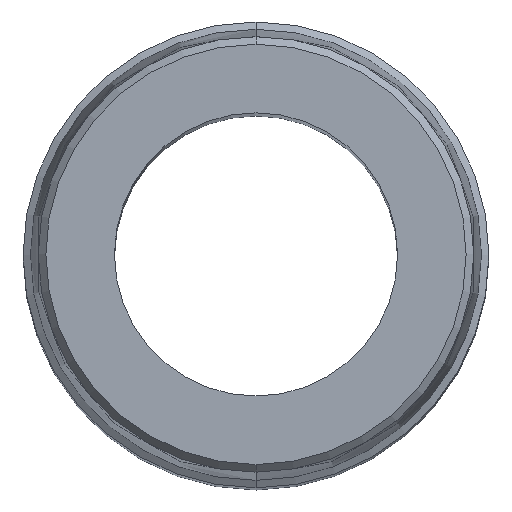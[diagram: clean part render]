
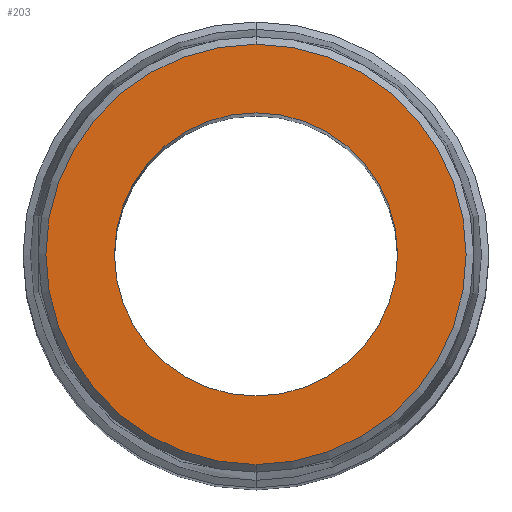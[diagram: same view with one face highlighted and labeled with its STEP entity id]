
A CAD part, top view. The second image highlights one B-rep face of the part: STEP entity #203.
In plain terms, the highlighted planar face has unit normal (0, 0, 1).
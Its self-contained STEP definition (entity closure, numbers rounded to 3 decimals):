
#51 = ORIENTED_EDGE ( 'NONE', *, *, #156, .T. ) ;
#85 = ORIENTED_EDGE ( 'NONE', *, *, #105, .T. ) ;
#103 = ORIENTED_EDGE ( 'NONE', *, *, #104, .T. ) ;
#104 = EDGE_CURVE ( 'NONE', #149, #143, #382, .T. ) ;
#105 = EDGE_CURVE ( 'NONE', #244, #243, #377, .T. ) ;
#106 = ORIENTED_EDGE ( 'NONE', *, *, #215, .T. ) ;
#107 = EDGE_LOOP ( 'NONE', ( #103, #51 ) ) ;
#130 = EDGE_LOOP ( 'NONE', ( #85, #106 ) ) ;
#143 = VERTEX_POINT ( 'NONE', #590 ) ;
#149 = VERTEX_POINT ( 'NONE', #630 ) ;
#156 = EDGE_CURVE ( 'NONE', #143, #149, #584, .T. ) ;
#203 = ADVANCED_FACE ( 'NONE', ( #521, #516 ), #515, .F. ) ;
#215 = EDGE_CURVE ( 'NONE', #243, #244, #701, .T. ) ;
#243 = VERTEX_POINT ( 'NONE', #689 ) ;
#244 = VERTEX_POINT ( 'NONE', #688 ) ;
#373 = DIRECTION ( 'NONE',  ( 0., 1., 0. ) ) ;
#374 = DIRECTION ( 'NONE',  ( 0., 0., -1. ) ) ;
#375 = CARTESIAN_POINT ( 'NONE',  ( 0., 0., 0. ) ) ;
#376 = AXIS2_PLACEMENT_3D ( 'NONE', #375, #374, #373 ) ;
#377 = CIRCLE ( 'NONE', #376, 3.1 ) ;
#378 = DIRECTION ( 'NONE',  ( 0., -1., 0. ) ) ;
#379 = DIRECTION ( 'NONE',  ( 0., 0., 1. ) ) ;
#380 = CARTESIAN_POINT ( 'NONE',  ( 0., 0., 0. ) ) ;
#381 = AXIS2_PLACEMENT_3D ( 'NONE', #380, #379, #378 ) ;
#382 = CIRCLE ( 'NONE', #381, 4.601 ) ;
#511 = DIRECTION ( 'NONE',  ( 0., 1., 0. ) ) ;
#512 = DIRECTION ( 'NONE',  ( 0., 0., -1. ) ) ;
#513 = AXIS2_PLACEMENT_3D ( 'NONE', #514, #512, #511 ) ;
#514 = CARTESIAN_POINT ( 'NONE',  ( 0., 5.1, 0. ) ) ;
#515 = PLANE ( 'NONE',  #513 ) ;
#516 = FACE_OUTER_BOUND ( 'NONE', #107, .T. ) ;
#521 = FACE_BOUND ( 'NONE', #130, .T. ) ;
#581 = DIRECTION ( 'NONE',  ( 0., -1., 0. ) ) ;
#582 = DIRECTION ( 'NONE',  ( 0., 0., 1. ) ) ;
#583 = AXIS2_PLACEMENT_3D ( 'NONE', #611, #582, #581 ) ;
#584 = CIRCLE ( 'NONE', #583, 4.601 ) ;
#590 = CARTESIAN_POINT ( 'NONE',  ( 0., -4.601, 0. ) ) ;
#611 = CARTESIAN_POINT ( 'NONE',  ( 0., 0., 0. ) ) ;
#630 = CARTESIAN_POINT ( 'NONE',  ( 0., 4.601, 0. ) ) ;
#674 = DIRECTION ( 'NONE',  ( 0., 1., 0. ) ) ;
#675 = DIRECTION ( 'NONE',  ( 0., 0., -1. ) ) ;
#676 = AXIS2_PLACEMENT_3D ( 'NONE', #686, #675, #674 ) ;
#686 = CARTESIAN_POINT ( 'NONE',  ( 0., 0., 0. ) ) ;
#688 = CARTESIAN_POINT ( 'NONE',  ( 0., 3.1, 0. ) ) ;
#689 = CARTESIAN_POINT ( 'NONE',  ( 0., -3.1, 0. ) ) ;
#701 = CIRCLE ( 'NONE', #676, 3.1 ) ;
